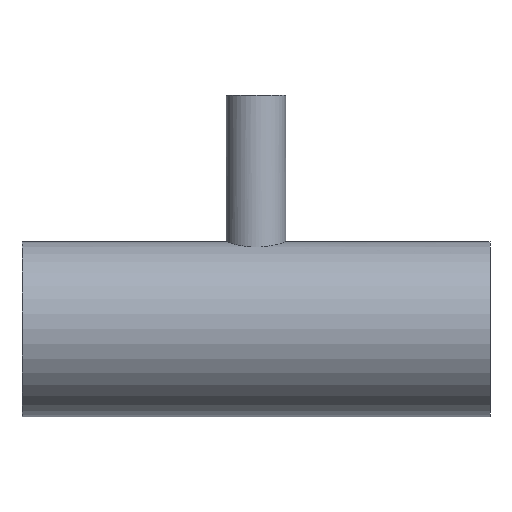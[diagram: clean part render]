
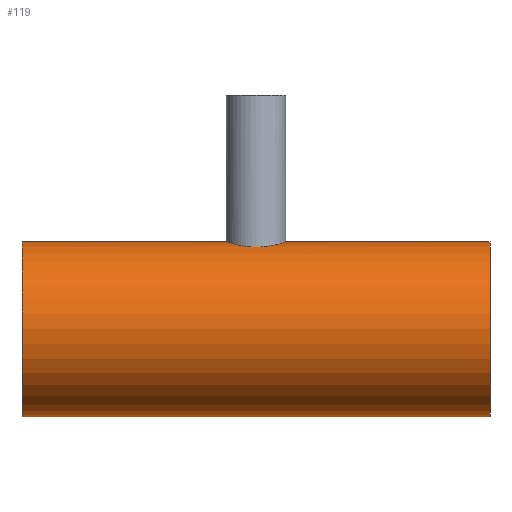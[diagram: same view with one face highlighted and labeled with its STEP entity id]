
A CAD part, front view. The second image highlights one B-rep face of the part: STEP entity #119.
In plain terms, the highlighted cylindrical face has radius 31.75 mm (diameter 63.5 mm), a full revolution.
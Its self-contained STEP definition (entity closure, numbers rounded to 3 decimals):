
#16=FACE_BOUND('',#35,.T.);
#26=FACE_OUTER_BOUND('',#34,.T.);
#34=EDGE_LOOP('',(#96,#97,#98,#99));
#35=EDGE_LOOP('',(#100,#101));
#44=B_SPLINE_CURVE_WITH_KNOTS('',3,(#237,#238,#239,#240,#241,#242,#243,
#244,#245,#246),.UNSPECIFIED.,.F.,.F.,(4,2,2,2,4),(0.,0.412,
0.825,1.237,1.649),.UNSPECIFIED.);
#45=B_SPLINE_CURVE_WITH_KNOTS('',3,(#247,#248,#249,#250,#251,#252,#253,
#254,#255,#256,#257,#258,#259,#260,#261,#262,#263,#264,#265,#266,#267,#268,
#269,#270,#271,#272),.UNSPECIFIED.,.F.,.F.,(4,2,2,2,2,2,2,2,2,2,2,2,4),
(1.649,2.062,2.474,2.886,3.299,
3.711,4.123,4.536,4.948,5.36,
5.772,6.185,6.597),.UNSPECIFIED.);
#48=LINE('',#278,#52);
#52=VECTOR('',#174,31.75);
#56=CIRCLE('',#149,31.75);
#57=CIRCLE('',#150,31.75);
#64=VERTEX_POINT('',#234);
#65=VERTEX_POINT('',#236);
#66=VERTEX_POINT('',#275);
#67=VERTEX_POINT('',#277);
#76=EDGE_CURVE('',#65,#64,#44,.T.);
#77=EDGE_CURVE('',#64,#65,#45,.T.);
#78=EDGE_CURVE('',#66,#66,#56,.T.);
#79=EDGE_CURVE('',#66,#67,#48,.T.);
#80=EDGE_CURVE('',#67,#67,#57,.T.);
#96=ORIENTED_EDGE('',*,*,#78,.F.);
#97=ORIENTED_EDGE('',*,*,#79,.T.);
#98=ORIENTED_EDGE('',*,*,#80,.F.);
#99=ORIENTED_EDGE('',*,*,#79,.F.);
#100=ORIENTED_EDGE('',*,*,#76,.T.);
#101=ORIENTED_EDGE('',*,*,#77,.T.);
#114=CYLINDRICAL_SURFACE('',#148,31.75);
#119=ADVANCED_FACE('',(#26,#16),#114,.T.);
#148=AXIS2_PLACEMENT_3D('',#274,#170,#171);
#149=AXIS2_PLACEMENT_3D('',#276,#172,#173);
#150=AXIS2_PLACEMENT_3D('',#279,#175,#176);
#170=DIRECTION('center_axis',(1.,0.,0.));
#171=DIRECTION('ref_axis',(0.,1.,0.));
#172=DIRECTION('center_axis',(1.,0.,0.));
#173=DIRECTION('ref_axis',(0.,1.,0.));
#174=DIRECTION('',(-1.,0.,0.));
#175=DIRECTION('center_axis',(-1.,0.,0.));
#176=DIRECTION('ref_axis',(0.,1.,0.));
#234=CARTESIAN_POINT('',(-10.85,0.,31.75));
#236=CARTESIAN_POINT('',(0.,-10.85,29.839));
#237=CARTESIAN_POINT('Ctrl Pts',(0.,-10.85,29.839));
#238=CARTESIAN_POINT('Ctrl Pts',(-1.375,-10.85,29.839));
#239=CARTESIAN_POINT('Ctrl Pts',(-2.833,-10.573,29.944));
#240=CARTESIAN_POINT('Ctrl Pts',(-5.502,-9.462,30.313));
#241=CARTESIAN_POINT('Ctrl Pts',(-6.715,-8.629,30.571));
#242=CARTESIAN_POINT('Ctrl Pts',(-8.629,-6.715,31.047));
#243=CARTESIAN_POINT('Ctrl Pts',(-9.462,-5.502,31.299));
#244=CARTESIAN_POINT('Ctrl Pts',(-10.573,-2.832,31.652));
#245=CARTESIAN_POINT('Ctrl Pts',(-10.85,-1.374,31.75));
#246=CARTESIAN_POINT('Ctrl Pts',(-10.85,0.,31.75));
#247=CARTESIAN_POINT('Ctrl Pts',(-10.85,0.,31.75));
#248=CARTESIAN_POINT('Ctrl Pts',(-10.85,1.374,31.75));
#249=CARTESIAN_POINT('Ctrl Pts',(-10.573,2.832,31.652));
#250=CARTESIAN_POINT('Ctrl Pts',(-9.462,5.502,31.299));
#251=CARTESIAN_POINT('Ctrl Pts',(-8.629,6.715,31.047));
#252=CARTESIAN_POINT('Ctrl Pts',(-6.715,8.629,30.571));
#253=CARTESIAN_POINT('Ctrl Pts',(-5.502,9.462,30.313));
#254=CARTESIAN_POINT('Ctrl Pts',(-2.833,10.573,29.944));
#255=CARTESIAN_POINT('Ctrl Pts',(-1.375,10.85,29.839));
#256=CARTESIAN_POINT('Ctrl Pts',(1.375,10.85,29.839));
#257=CARTESIAN_POINT('Ctrl Pts',(2.833,10.573,29.944));
#258=CARTESIAN_POINT('Ctrl Pts',(5.502,9.462,30.313));
#259=CARTESIAN_POINT('Ctrl Pts',(6.715,8.629,30.571));
#260=CARTESIAN_POINT('Ctrl Pts',(8.629,6.715,31.047));
#261=CARTESIAN_POINT('Ctrl Pts',(9.462,5.502,31.299));
#262=CARTESIAN_POINT('Ctrl Pts',(10.573,2.832,31.652));
#263=CARTESIAN_POINT('Ctrl Pts',(10.85,1.374,31.75));
#264=CARTESIAN_POINT('Ctrl Pts',(10.85,-1.374,31.75));
#265=CARTESIAN_POINT('Ctrl Pts',(10.573,-2.832,31.652));
#266=CARTESIAN_POINT('Ctrl Pts',(9.462,-5.502,31.299));
#267=CARTESIAN_POINT('Ctrl Pts',(8.629,-6.715,31.047));
#268=CARTESIAN_POINT('Ctrl Pts',(6.715,-8.629,30.571));
#269=CARTESIAN_POINT('Ctrl Pts',(5.502,-9.462,30.313));
#270=CARTESIAN_POINT('Ctrl Pts',(2.833,-10.573,29.944));
#271=CARTESIAN_POINT('Ctrl Pts',(1.375,-10.85,29.839));
#272=CARTESIAN_POINT('Ctrl Pts',(0.,-10.85,29.839));
#274=CARTESIAN_POINT('Origin',(0.,0.,0.));
#275=CARTESIAN_POINT('',(85.,-31.75,0.));
#276=CARTESIAN_POINT('Origin',(85.,0.,0.));
#277=CARTESIAN_POINT('',(-85.,-31.75,0.));
#278=CARTESIAN_POINT('',(0.,-31.75,0.));
#279=CARTESIAN_POINT('Origin',(-85.,0.,0.));
